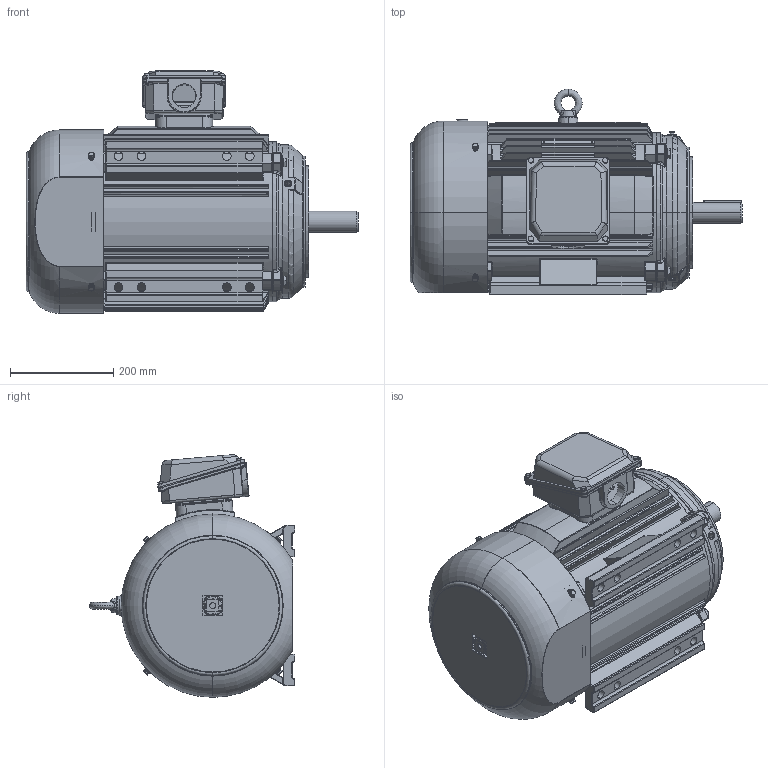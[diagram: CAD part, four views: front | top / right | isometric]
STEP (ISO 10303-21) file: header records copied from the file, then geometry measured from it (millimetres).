
FILE_DESCRIPTION (( 'STEP AP214' ), '1' );
FILE_NAME ('MTCP256TC.STEP', '2018-03-07T16:08:01', ( '' ), ( '' ), 'SwSTEP 2.0', 'SolidWorks 2017', '' );
FILE_SCHEMA (( 'AUTOMOTIVE_DESIGN' ));
Length unit declared in the file: millimetre
Products named in the file (28): PE256儂釱樓馱璃; 17橡皮塞; 45-63-6躇猾; PE250ヶ粣創俋裔樓馱璃; hex head bolts-full thread grade c gb_GB_FASTENER_BOLT_HHBFTC M6X16-N; PE250粣芛  瑞珔傷; plain washers-chamfered--normal series-a gb_GB_FASTENER_WASHER_SWCA 6; spring lock washers--normal type gb_GB_FASTENER_WASHER_SW 6; PE250C楊擘 J; plain washers-chamfered--normal series-a gb_GB_FASTENER_WASHER_SWCA 10; spring lock washers--normal type gb_GB_FASTENER_WASHER_SW 10; PE250后轴承外盖加工件; hex head bolts-full thread grade c gb_GB_FASTENER_BOLT_HHBFTC M10X45-N; PE250-280諉盄碟釱菜; PE250綴傷裔樓馱璃; PE250粣芛  堤粣傷; hex head bolts-full thread grade c gb_GB_FASTENER_BOLT_HHBFTC M6X12-N; PE250瑞欶; PE250-280諉盄碟裔; M10蛁蚐郲耀倰; EP250-280諉盄碟蚾饜极 _1_; hex head bolts-full thread grade c gb_GB_FASTENER_BOLT_HHBFTC M5X16-N; hex head bolts-full thread grade c gb_GB_FASTENER_BOLT_HHBFTC M6X50-N; PE250T¼ü; PE250-280接线盒座_默认_按加工_; PE250-280諉盄碟裔菜; MTCP256TC; eyebolts gb_GB_FASTENER_SCREWS_FRS M12-N
Assembly tree (68 placements, depth 3):
  MTCP256TC
    EP250-280諉盄碟蚾饜极 _1_
      PE250-280接线盒座_默认_按加工_
      PE250-280諉盄碟釱菜
      hex head bolts-full thread grade c gb_GB_FASTENER_BOLT_HHBFTC M5X16-N  x4
      PE250-280諉盄碟裔菜
      PE250-280諉盄碟裔
      hex head bolts-full thread grade c gb_GB_FASTENER_BOLT_HHBFTC M6X16-N  x4
    PE256儂釱樓馱璃
    PE250C楊擘 J
    hex head bolts-full thread grade c gb_GB_FASTENER_BOLT_HHBFTC M10X45-N  x8
    spring lock washers--normal type gb_GB_FASTENER_WASHER_SW 10  x8
    plain washers-chamfered--normal series-a gb_GB_FASTENER_WASHER_SWCA 10  x8
    PE250ヶ粣創俋裔樓馱璃
    PE250粣芛  堤粣傷
    45-63-6躇猾
    PE250綴傷裔樓馱璃
    hex head bolts-full thread grade c gb_GB_FASTENER_BOLT_HHBFTC M6X50-N  x6
    PE250后轴承外盖加工件
    PE250粣芛  瑞珔傷
    PE250瑞欶
    hex head bolts-full thread grade c gb_GB_FASTENER_BOLT_HHBFTC M6X12-N  x4
    spring lock washers--normal type gb_GB_FASTENER_WASHER_SW 6  x4
    plain washers-chamfered--normal series-a gb_GB_FASTENER_WASHER_SWCA 6  x4
    17橡皮塞
    M10蛁蚐郲耀倰
    PE250T¼ü
    eyebolts gb_GB_FASTENER_SCREWS_FRS M12-N
Bounding box: 642.89 x 397.85 x 469.88 mm (x, y, z)
Volume: 9814491.5 mm3; surface area: 2540511.6 mm2
Topology: 67 solids, 67 shells, 3495 faces, 8475 edges, 5112 vertices
Faces by surface type: cylinder 1314, plane 907, cone 486, torus 335, bspline 311, sphere 142
Entity records: 123437 total; most frequent: CARTESIAN_POINT 56843, ORIENTED_EDGE 13964, DIRECTION 13545, EDGE_CURVE 6982, AXIS2_PLACEMENT_3D 5523, VERTEX_POINT 4246, EDGE_LOOP 3146, CIRCLE 2909
